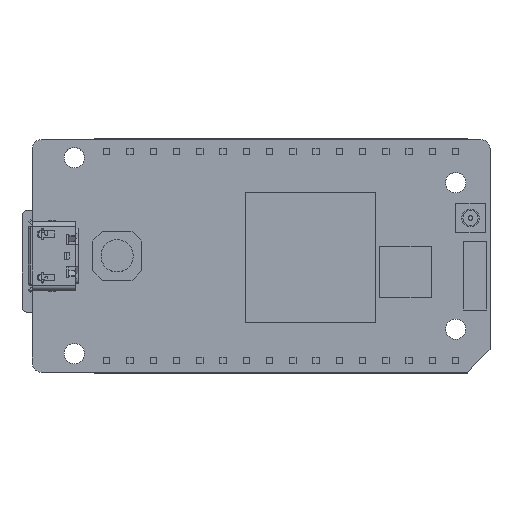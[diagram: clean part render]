
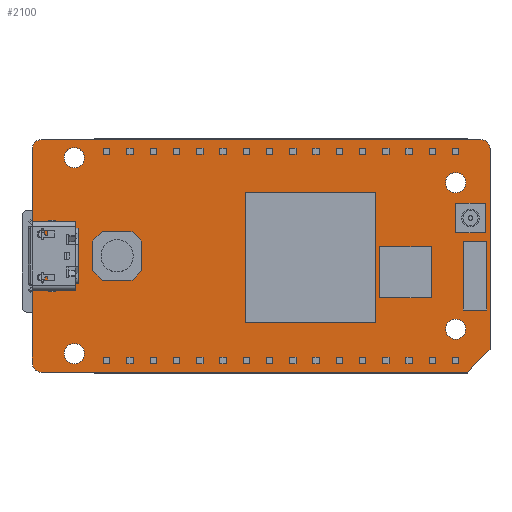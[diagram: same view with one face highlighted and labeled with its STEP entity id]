
A CAD part, top view. The second image highlights one B-rep face of the part: STEP entity #2100.
In plain terms, the highlighted planar face has unit normal (0, 0, 1).
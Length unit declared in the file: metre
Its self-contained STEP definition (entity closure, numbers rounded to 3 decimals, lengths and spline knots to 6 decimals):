
#2100 = ADVANCED_FACE( '', ( #4598, #4599, #4600, #4601, #4602 ), #4603, .T. );
#4598 = FACE_OUTER_BOUND( '', #7579, .T. );
#4599 = FACE_BOUND( '', #7580, .T. );
#4600 = FACE_BOUND( '', #7581, .T. );
#4601 = FACE_BOUND( '', #7582, .T. );
#4602 = FACE_BOUND( '', #7583, .T. );
#4603 = PLANE( '', #7584 );
#7579 = EDGE_LOOP( '', ( #13432, #13433, #13434, #13435, #13436, #13437, #13438, #13439 ) );
#7580 = EDGE_LOOP( '', ( #13440 ) );
#7581 = EDGE_LOOP( '', ( #13441 ) );
#7582 = EDGE_LOOP( '', ( #13442 ) );
#7583 = EDGE_LOOP( '', ( #13443 ) );
#7584 = AXIS2_PLACEMENT_3D( '', #13444, #13445, #13446 );
#13432 = ORIENTED_EDGE( '', *, *, #19675, .F. );
#13433 = ORIENTED_EDGE( '', *, *, #18227, .T. );
#13434 = ORIENTED_EDGE( '', *, *, #19676, .F. );
#13435 = ORIENTED_EDGE( '', *, *, #19626, .T. );
#13436 = ORIENTED_EDGE( '', *, *, #19677, .F. );
#13437 = ORIENTED_EDGE( '', *, *, #19678, .F. );
#13438 = ORIENTED_EDGE( '', *, *, #19679, .F. );
#13439 = ORIENTED_EDGE( '', *, *, #17484, .T. );
#13440 = ORIENTED_EDGE( '', *, *, #18207, .F. );
#13441 = ORIENTED_EDGE( '', *, *, #19648, .F. );
#13442 = ORIENTED_EDGE( '', *, *, #18115, .F. );
#13443 = ORIENTED_EDGE( '', *, *, #19680, .F. );
#13444 = CARTESIAN_POINT( '', ( -0.000753, -0.00064, 0.0123 ) );
#13445 = DIRECTION( '', ( 0., 0., 1. ) );
#13446 = DIRECTION( '', ( 1., 0., 0. ) );
#17484 = EDGE_CURVE( '', #20942, #20943, #20944, .T. );
#18115 = EDGE_CURVE( '', #22027, #22027, #22028, .T. );
#18207 = EDGE_CURVE( '', #22184, #22184, #22185, .T. );
#18227 = EDGE_CURVE( '', #22217, #22218, #22219, .T. );
#19626 = EDGE_CURVE( '', #24337, #24338, #24339, .T. );
#19648 = EDGE_CURVE( '', #24369, #24369, #24370, .T. );
#19675 = EDGE_CURVE( '', #22217, #20943, #24406, .T. );
#19676 = EDGE_CURVE( '', #24337, #22218, #24407, .T. );
#19677 = EDGE_CURVE( '', #24408, #24338, #24409, .T. );
#19678 = EDGE_CURVE( '', #24410, #24408, #24411, .T. );
#19679 = EDGE_CURVE( '', #20942, #24410, #24412, .T. );
#19680 = EDGE_CURVE( '', #24413, #24413, #24414, .T. );
#20942 = VERTEX_POINT( '', #25972 );
#20943 = VERTEX_POINT( '', #25973 );
#20944 = CIRCLE( '', #25974, 0.001 );
#22027 = VERTEX_POINT( '', #27543 );
#22028 = CIRCLE( '', #27544, 0.0011 );
#22184 = VERTEX_POINT( '', #27761 );
#22185 = CIRCLE( '', #27762, 0.0011 );
#22217 = VERTEX_POINT( '', #27808 );
#22218 = VERTEX_POINT( '', #27809 );
#22219 = CIRCLE( '', #27810, 0.001 );
#24337 = VERTEX_POINT( '', #30954 );
#24338 = VERTEX_POINT( '', #30955 );
#24339 = CIRCLE( '', #30956, 0.001 );
#24369 = VERTEX_POINT( '', #30997 );
#24370 = CIRCLE( '', #30998, 0.0011 );
#24406 = LINE( '', #31054, #31055 );
#24407 = LINE( '', #31056, #31057 );
#24408 = VERTEX_POINT( '', #31058 );
#24409 = LINE( '', #31059, #31060 );
#24410 = VERTEX_POINT( '', #31061 );
#24411 = LINE( '', #31062, #31063 );
#24412 = LINE( '', #31064, #31065 );
#24413 = VERTEX_POINT( '', #31066 );
#24414 = CIRCLE( '', #31067, 0.0011 );
#25972 = CARTESIAN_POINT( '', ( 0.024247, 0.01106, 0.0123 ) );
#25973 = CARTESIAN_POINT( '', ( 0.023247, 0.01206, 0.0123 ) );
#25974 = AXIS2_PLACEMENT_3D( '', #32711, #32712, #32713 );
#27543 = CARTESIAN_POINT( '', ( 0.021588, -0.00864, 0.0123 ) );
#27544 = AXIS2_PLACEMENT_3D( '', #33313, #33314, #33315 );
#27761 = CARTESIAN_POINT( '', ( -0.020053, 0.010086, 0.0123 ) );
#27762 = AXIS2_PLACEMENT_3D( '', #33413, #33414, #33415 );
#27808 = CARTESIAN_POINT( '', ( -0.024753, 0.01206, 0.0123 ) );
#27809 = CARTESIAN_POINT( '', ( -0.025753, 0.01106, 0.0123 ) );
#27810 = AXIS2_PLACEMENT_3D( '', #33433, #33434, #33435 );
#30954 = CARTESIAN_POINT( '', ( -0.025753, -0.01234, 0.0123 ) );
#30955 = CARTESIAN_POINT( '', ( -0.024753, -0.01334, 0.0123 ) );
#30956 = AXIS2_PLACEMENT_3D( '', #34806, #34807, #34808 );
#30997 = CARTESIAN_POINT( '', ( -0.020053, -0.011314, 0.0123 ) );
#30998 = AXIS2_PLACEMENT_3D( '', #34832, #34833, #34834 );
#31054 = CARTESIAN_POINT( '', ( -0.000753, 0.01206, 0.0123 ) );
#31055 = VECTOR( '', #34855, 1. );
#31056 = CARTESIAN_POINT( '', ( -0.025753, -0.00064, 0.0123 ) );
#31057 = VECTOR( '', #34856, 1. );
#31058 = CARTESIAN_POINT( '', ( 0.021747, -0.01334, 0.0123 ) );
#31059 = CARTESIAN_POINT( '', ( -0.001503, -0.01334, 0.0123 ) );
#31060 = VECTOR( '', #34857, 1. );
#31061 = CARTESIAN_POINT( '', ( 0.024247, -0.01084, 0.0123 ) );
#31062 = CARTESIAN_POINT( '', ( 0.022997, -0.01209, 0.0123 ) );
#31063 = VECTOR( '', #34858, 1. );
#31064 = CARTESIAN_POINT( '', ( 0.024247, 0.00011, 0.0123 ) );
#31065 = VECTOR( '', #34859, 1. );
#31066 = CARTESIAN_POINT( '', ( 0.021588, 0.00736, 0.0123 ) );
#31067 = AXIS2_PLACEMENT_3D( '', #34860, #34861, #34862 );
#32711 = CARTESIAN_POINT( '', ( 0.023247, 0.01106, 0.0123 ) );
#32712 = DIRECTION( '', ( 0., 0., 1. ) );
#32713 = DIRECTION( '', ( 1., 0., 0. ) );
#33313 = CARTESIAN_POINT( '', ( 0.020488, -0.00864, 0.0123 ) );
#33314 = DIRECTION( '', ( 0., 0., 1. ) );
#33315 = DIRECTION( '', ( 1., 0., 0. ) );
#33413 = CARTESIAN_POINT( '', ( -0.021153, 0.010086, 0.0123 ) );
#33414 = DIRECTION( '', ( 0., 0., 1. ) );
#33415 = DIRECTION( '', ( 1., 0., 0. ) );
#33433 = CARTESIAN_POINT( '', ( -0.024753, 0.01106, 0.0123 ) );
#33434 = DIRECTION( '', ( 0., 0., 1. ) );
#33435 = DIRECTION( '', ( 1., 0., 0. ) );
#34806 = CARTESIAN_POINT( '', ( -0.024753, -0.01234, 0.0123 ) );
#34807 = DIRECTION( '', ( 0., 0., 1. ) );
#34808 = DIRECTION( '', ( 1., 0., 0. ) );
#34832 = CARTESIAN_POINT( '', ( -0.021153, -0.011314, 0.0123 ) );
#34833 = DIRECTION( '', ( 0., 0., 1. ) );
#34834 = DIRECTION( '', ( 1., 0., 0. ) );
#34855 = DIRECTION( '', ( 1., 0., 0. ) );
#34856 = DIRECTION( '', ( 0., 1., 0. ) );
#34857 = DIRECTION( '', ( -1., 0., 0. ) );
#34858 = DIRECTION( '', ( -0.707, -0.707, 0. ) );
#34859 = DIRECTION( '', ( 0., -1., 0. ) );
#34860 = CARTESIAN_POINT( '', ( 0.020488, 0.00736, 0.0123 ) );
#34861 = DIRECTION( '', ( 0., 0., 1. ) );
#34862 = DIRECTION( '', ( 1., 0., 0. ) );
